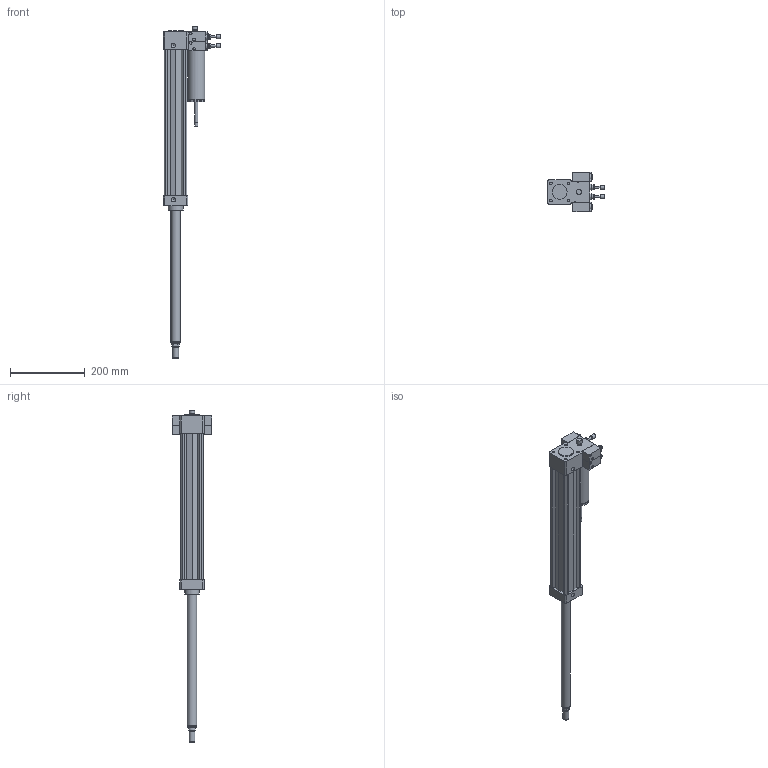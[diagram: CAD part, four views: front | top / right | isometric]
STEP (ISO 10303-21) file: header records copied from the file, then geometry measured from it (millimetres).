
FILE_DESCRIPTION((''),'2;1');
FILE_NAME('14500350D.F.F.stp','2008-04-23T17:15:23',('airolcr1'),(''),'Autodesk Inventor 2008','Autodesk Inventor 2008','');
FILE_SCHEMA(('AUTOMOTIVE_DESIGN { 1 0 10303 214 1 1 1 1 }'));
Length unit declared in the file: millimetre
Products named in the file (9): 14500350D.F.F; STELO Ø50 C 350; VAL SK NA IN; VAL SK NA OUT; VAL ST NA IN; VAL ST NA OUT; REGOLATORE DR IN; REGOLATORE DR OUT
Assembly tree (8 placements, depth 2):
  14500350D.F.F
    14500350D.F.F
    STELO Ø50 C 350
    VAL SK NA IN
    VAL SK NA OUT
    VAL ST NA IN
    VAL ST NA OUT
    REGOLATORE DR IN
    REGOLATORE DR OUT
Bounding box: 153 x 105.61 x 891 mm (x, y, z)
Volume: 2187150.4 mm3; surface area: 231510.4 mm2
Topology: 8 solids, 8 shells, 307 faces, 647 edges, 418 vertices
Faces by surface type: plane 170, cylinder 91, bspline 35, cone 11
Full cylindrical faces by diameter (mm): 2 x2, 4 x16, 6 x2, 7 x16, 8 x2, 11 x2, 12 x2, 13 x1, 14 x1, 14.5 x1, 16 x1, 17 x4, 20 x1, 24.8 x1, 25 x2, 40 x2, 41 x1, 45 x2
Entity records: 8316 total; most frequent: CARTESIAN_POINT 1676, DIRECTION 1356, ORIENTED_EDGE 1082, EDGE_CURVE 541, AXIS2_PLACEMENT_3D 526, EDGE_LOOP 460, VERTEX_POINT 403, FACE_OUTER_BOUND 307
